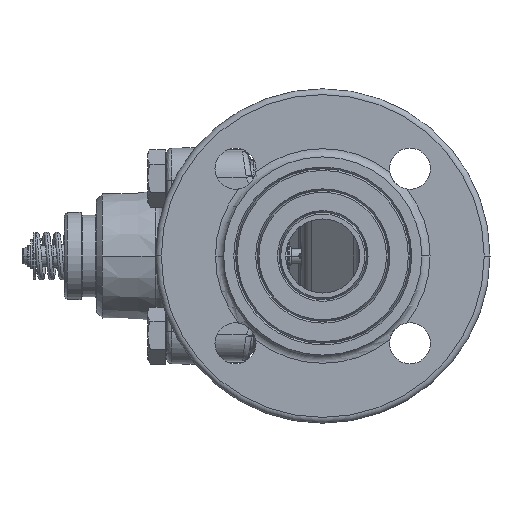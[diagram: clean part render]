
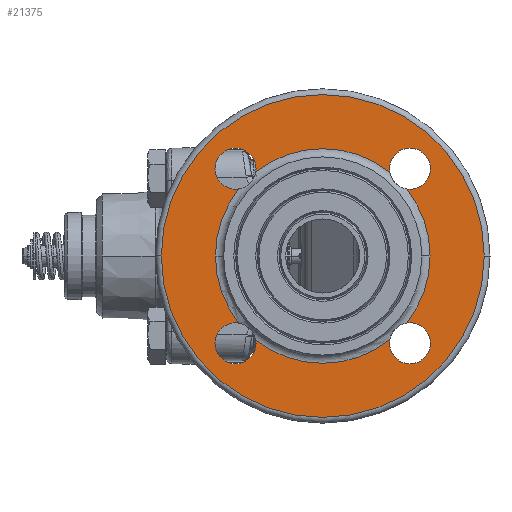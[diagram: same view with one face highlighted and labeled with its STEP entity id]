
A CAD part, left-side view. The second image highlights one B-rep face of the part: STEP entity #21375.
In plain terms, the highlighted planar face has unit normal (-1, 0, 0).
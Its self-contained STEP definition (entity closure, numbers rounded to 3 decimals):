
#2030=CARTESIAN_POINT('',(-78.,0.,0.));
#2031=DIRECTION('',(-1.,0.,0.));
#2032=DIRECTION('',(0.,1.,0.));
#2033=AXIS2_PLACEMENT_3D('',#2030,#2031,#2032);
#2045=CARTESIAN_POINT('',(-78.,-30.,30.));
#2046=DIRECTION('',(1.,0.,0.));
#2047=DIRECTION('',(0.,1.,0.));
#2048=AXIS2_PLACEMENT_3D('',#2045,#2046,#2047);
#2050=CARTESIAN_POINT('',(-78.,-30.,30.));
#2051=DIRECTION('',(1.,0.,0.));
#2052=DIRECTION('',(0.,0.986,-0.168));
#2053=AXIS2_PLACEMENT_3D('',#2050,#2051,#2052);
#2055=CARTESIAN_POINT('',(-78.,30.,30.));
#2056=DIRECTION('',(1.,0.,0.));
#2057=DIRECTION('',(0.,-1.,0.));
#2058=AXIS2_PLACEMENT_3D('',#2055,#2056,#2057);
#2060=CARTESIAN_POINT('',(-78.,30.,30.));
#2061=DIRECTION('',(1.,0.,0.));
#2062=DIRECTION('',(0.,1.,0.));
#2063=AXIS2_PLACEMENT_3D('',#2060,#2061,#2062);
#2065=CARTESIAN_POINT('',(-78.,30.,30.));
#2066=DIRECTION('',(1.,0.,0.));
#2067=DIRECTION('',(0.,-0.168,-0.986));
#2068=AXIS2_PLACEMENT_3D('',#2065,#2066,#2067);
#2070=CARTESIAN_POINT('',(-78.,30.,-30.));
#2071=DIRECTION('',(1.,0.,0.));
#2072=DIRECTION('',(0.,1.,0.));
#2073=AXIS2_PLACEMENT_3D('',#2070,#2071,#2072);
#2075=CARTESIAN_POINT('',(-78.,30.,-30.));
#2076=DIRECTION('',(1.,0.,0.));
#2077=DIRECTION('',(0.,-1.,0.));
#2078=AXIS2_PLACEMENT_3D('',#2075,#2076,#2077);
#2080=CARTESIAN_POINT('',(-78.,30.,-30.));
#2081=DIRECTION('',(1.,0.,0.));
#2082=DIRECTION('',(0.,-0.986,0.168));
#2083=AXIS2_PLACEMENT_3D('',#2080,#2081,#2082);
#2085=CARTESIAN_POINT('',(-78.,-30.,-30.));
#2086=DIRECTION('',(1.,0.,0.));
#2087=DIRECTION('',(0.,1.,0.));
#2088=AXIS2_PLACEMENT_3D('',#2085,#2086,#2087);
#2090=CARTESIAN_POINT('',(-78.,-30.,-30.));
#2091=DIRECTION('',(1.,0.,0.));
#2092=DIRECTION('',(0.,-1.,0.));
#2093=AXIS2_PLACEMENT_3D('',#2090,#2091,#2092);
#2095=CARTESIAN_POINT('',(-78.,-30.,-30.));
#2096=DIRECTION('',(1.,0.,0.));
#2097=DIRECTION('',(0.,0.168,0.986));
#2098=AXIS2_PLACEMENT_3D('',#2095,#2096,#2097);
#2100=CARTESIAN_POINT('',(-78.,-30.,30.));
#2101=DIRECTION('',(1.,0.,0.));
#2102=DIRECTION('',(0.,-1.,0.));
#2103=AXIS2_PLACEMENT_3D('',#2100,#2101,#2102);
#2105=CARTESIAN_POINT('',(-78.,0.,0.));
#2106=DIRECTION('',(-1.,0.,0.));
#2107=DIRECTION('',(0.,-1.,0.));
#2108=AXIS2_PLACEMENT_3D('',#2105,#2106,#2107);
#2180=CARTESIAN_POINT('',(-78.,0.,0.));
#2181=DIRECTION('',(1.,0.,0.));
#2182=DIRECTION('',(0.,-0.781,0.625));
#2183=AXIS2_PLACEMENT_3D('',#2180,#2181,#2182);
#2190=CARTESIAN_POINT('',(-78.,0.,0.));
#2191=DIRECTION('',(1.,0.,0.));
#2192=DIRECTION('',(0.,1.,0.));
#2193=AXIS2_PLACEMENT_3D('',#2190,#2191,#2192);
#2231=CARTESIAN_POINT('',(-78.,0.,0.));
#2232=DIRECTION('',(1.,0.,0.));
#2233=DIRECTION('',(0.,0.625,0.781));
#2234=AXIS2_PLACEMENT_3D('',#2231,#2232,#2233);
#2272=CARTESIAN_POINT('',(-78.,0.,0.));
#2273=DIRECTION('',(1.,0.,0.));
#2274=DIRECTION('',(0.,-0.625,-0.781));
#2275=AXIS2_PLACEMENT_3D('',#2272,#2273,#2274);
#2314=CARTESIAN_POINT('',(-78.,0.,0.));
#2315=DIRECTION('',(1.,0.,0.));
#2316=DIRECTION('',(0.,0.781,-0.625));
#2317=AXIS2_PLACEMENT_3D('',#2314,#2315,#2316);
#2324=CARTESIAN_POINT('',(-78.,0.,0.));
#2325=DIRECTION('',(1.,0.,0.));
#2326=DIRECTION('',(0.,-1.,0.));
#2327=AXIS2_PLACEMENT_3D('',#2324,#2325,#2326);
#17510=CARTESIAN_POINT('',(-78.,55.5,0.));
#17511=CARTESIAN_POINT('',(-78.,-55.5,0.));
#17512=VERTEX_POINT('',#17510);
#17513=VERTEX_POINT('',#17511);
#17803=CARTESIAN_POINT('',(-78.,-36.899,0.));
#17804=VERTEX_POINT('',#17803);
#17805=CARTESIAN_POINT('',(-78.,36.899,0.));
#17806=VERTEX_POINT('',#17805);
#17996=CARTESIAN_POINT('',(-78.,37.05,-30.));
#17997=CARTESIAN_POINT('',(-78.,28.813,-23.051));
#17998=VERTEX_POINT('',#17996);
#17999=VERTEX_POINT('',#17997);
#18000=CARTESIAN_POINT('',(-78.,23.051,-28.813));
#18001=CARTESIAN_POINT('',(-78.,22.95,-30.));
#18002=VERTEX_POINT('',#18000);
#18003=VERTEX_POINT('',#18001);
#18008=CARTESIAN_POINT('',(-78.,37.05,30.));
#18009=CARTESIAN_POINT('',(-78.,22.95,30.));
#18010=VERTEX_POINT('',#18008);
#18011=VERTEX_POINT('',#18009);
#18012=CARTESIAN_POINT('',(-78.,23.051,28.813));
#18013=VERTEX_POINT('',#18012);
#18014=CARTESIAN_POINT('',(-78.,28.813,23.051));
#18015=VERTEX_POINT('',#18014);
#18020=CARTESIAN_POINT('',(-78.,-22.95,-30.));
#18021=CARTESIAN_POINT('',(-78.,-23.051,-28.813));
#18022=VERTEX_POINT('',#18020);
#18023=VERTEX_POINT('',#18021);
#18024=CARTESIAN_POINT('',(-78.,-28.813,-23.051));
#18025=CARTESIAN_POINT('',(-78.,-37.05,-30.));
#18026=VERTEX_POINT('',#18024);
#18027=VERTEX_POINT('',#18025);
#18032=CARTESIAN_POINT('',(-78.,-22.95,30.));
#18033=CARTESIAN_POINT('',(-78.,-37.05,30.));
#18034=VERTEX_POINT('',#18032);
#18035=VERTEX_POINT('',#18033);
#18036=CARTESIAN_POINT('',(-78.,-28.813,23.051));
#18037=VERTEX_POINT('',#18036);
#18038=CARTESIAN_POINT('',(-78.,-23.051,28.813));
#18039=VERTEX_POINT('',#18038);
#21327=CARTESIAN_POINT('',(-78.,0.,0.));
#21328=DIRECTION('',(1.,0.,0.));
#21329=DIRECTION('',(0.,-1.,0.));
#21330=AXIS2_PLACEMENT_3D('',#21327,#21328,#21329);
#21331=PLANE('',#21330);
#21332=ORIENTED_EDGE('',*,*,#21317,.F.);
#21334=ORIENTED_EDGE('',*,*,#21333,.F.);
#21335=EDGE_LOOP('',(#21332,#21334));
#21336=FACE_OUTER_BOUND('',#21335,.F.);
#21338=ORIENTED_EDGE('',*,*,#21337,.F.);
#21340=ORIENTED_EDGE('',*,*,#21339,.F.);
#21342=ORIENTED_EDGE('',*,*,#21341,.F.);
#21344=ORIENTED_EDGE('',*,*,#21343,.F.);
#21346=ORIENTED_EDGE('',*,*,#21345,.F.);
#21348=ORIENTED_EDGE('',*,*,#21347,.F.);
#21350=ORIENTED_EDGE('',*,*,#21349,.F.);
#21352=ORIENTED_EDGE('',*,*,#21351,.F.);
#21354=ORIENTED_EDGE('',*,*,#21353,.F.);
#21356=ORIENTED_EDGE('',*,*,#21355,.F.);
#21358=ORIENTED_EDGE('',*,*,#21357,.F.);
#21360=ORIENTED_EDGE('',*,*,#21359,.F.);
#21362=ORIENTED_EDGE('',*,*,#21361,.F.);
#21364=ORIENTED_EDGE('',*,*,#21363,.F.);
#21366=ORIENTED_EDGE('',*,*,#21365,.F.);
#21368=ORIENTED_EDGE('',*,*,#21367,.F.);
#21370=ORIENTED_EDGE('',*,*,#21369,.F.);
#21372=ORIENTED_EDGE('',*,*,#21371,.F.);
#21373=EDGE_LOOP('',(#21338,#21340,#21342,#21344,#21346,#21348,#21350,#21352,
#21354,#21356,#21358,#21360,#21362,#21364,#21366,#21368,#21370,#21372));
#21374=FACE_BOUND('',#21373,.F.);
#2034=CIRCLE('',#2033,55.5);
#2049=CIRCLE('',#2048,7.05);
#2054=CIRCLE('',#2053,7.05);
#2059=CIRCLE('',#2058,7.05);
#2064=CIRCLE('',#2063,7.05);
#2069=CIRCLE('',#2068,7.05);
#2074=CIRCLE('',#2073,7.05);
#2079=CIRCLE('',#2078,7.05);
#2084=CIRCLE('',#2083,7.05);
#2089=CIRCLE('',#2088,7.05);
#2094=CIRCLE('',#2093,7.05);
#2099=CIRCLE('',#2098,7.05);
#2104=CIRCLE('',#2103,7.05);
#2109=CIRCLE('',#2108,55.5);
#2184=CIRCLE('',#2183,36.899);
#2194=CIRCLE('',#2193,36.899);
#2235=CIRCLE('',#2234,36.899);
#2276=CIRCLE('',#2275,36.899);
#2318=CIRCLE('',#2317,36.899);
#2328=CIRCLE('',#2327,36.899);
#21317=EDGE_CURVE('',#17512,#17513,#2034,.T.);
#21333=EDGE_CURVE('',#17513,#17512,#2109,.T.);
#21337=EDGE_CURVE('',#18034,#18035,#2049,.T.);
#21339=EDGE_CURVE('',#18039,#18034,#2054,.T.);
#21341=EDGE_CURVE('',#18013,#18039,#2235,.T.);
#21343=EDGE_CURVE('',#18011,#18013,#2059,.T.);
#21345=EDGE_CURVE('',#18010,#18011,#2064,.T.);
#21347=EDGE_CURVE('',#18015,#18010,#2069,.T.);
#21349=EDGE_CURVE('',#17806,#18015,#2194,.T.);
#21351=EDGE_CURVE('',#17999,#17806,#2318,.T.);
#21353=EDGE_CURVE('',#17998,#17999,#2074,.T.);
#21355=EDGE_CURVE('',#18003,#17998,#2079,.T.);
#21357=EDGE_CURVE('',#18002,#18003,#2084,.T.);
#21359=EDGE_CURVE('',#18023,#18002,#2276,.T.);
#21361=EDGE_CURVE('',#18022,#18023,#2089,.T.);
#21363=EDGE_CURVE('',#18027,#18022,#2094,.T.);
#21365=EDGE_CURVE('',#18026,#18027,#2099,.T.);
#21367=EDGE_CURVE('',#17804,#18026,#2328,.T.);
#21369=EDGE_CURVE('',#18037,#17804,#2184,.T.);
#21371=EDGE_CURVE('',#18035,#18037,#2104,.T.);
#21375=ADVANCED_FACE('',(#21336,#21374),#21331,.F.);
